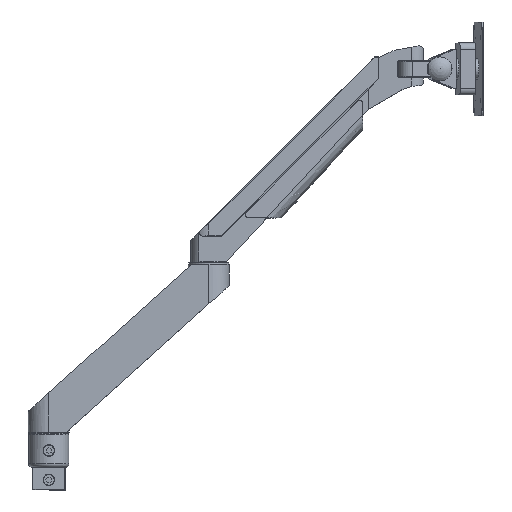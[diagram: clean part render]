
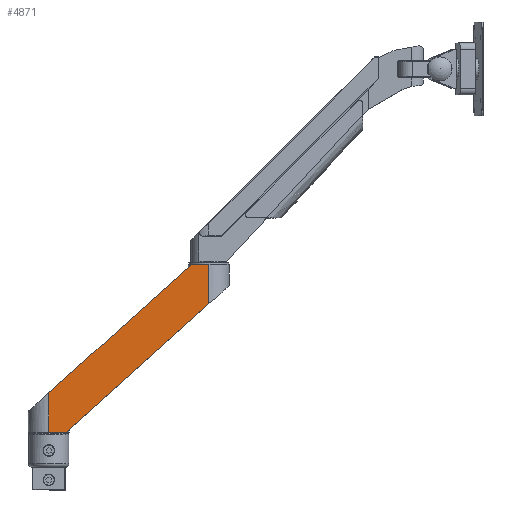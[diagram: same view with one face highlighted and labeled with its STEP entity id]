
A CAD part, top view. The second image highlights one B-rep face of the part: STEP entity #4871.
In plain terms, the highlighted face is planar.
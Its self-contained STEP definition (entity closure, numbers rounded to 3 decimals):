
#643=FACE_OUTER_BOUND('',#929,.T.);
#929=EDGE_LOOP('',(#3504,#3505,#3506,#3507,#3508,#3509));
#1245=LINE('',#7822,#1621);
#1246=LINE('',#7826,#1622);
#1247=LINE('',#7828,#1623);
#1248=LINE('',#7829,#1624);
#1249=LINE('',#7831,#1625);
#1250=LINE('',#7832,#1626);
#1621=VECTOR('',#6279,1000.);
#1622=VECTOR('',#6282,1000.);
#1623=VECTOR('',#6283,1000.);
#1624=VECTOR('',#6284,1000.);
#1625=VECTOR('',#6285,1000.);
#1626=VECTOR('',#6286,1000.);
#2046=VERTEX_POINT('',#7814);
#2049=VERTEX_POINT('',#7820);
#2050=VERTEX_POINT('',#7824);
#2051=VERTEX_POINT('',#7825);
#2052=VERTEX_POINT('',#7827);
#2053=VERTEX_POINT('',#7830);
#2585=EDGE_CURVE('',#2046,#2049,#1245,.T.);
#2586=EDGE_CURVE('',#2050,#2051,#1246,.T.);
#2587=EDGE_CURVE('',#2052,#2051,#1247,.T.);
#2588=EDGE_CURVE('',#2046,#2052,#1248,.T.);
#2589=EDGE_CURVE('',#2053,#2049,#1249,.T.);
#2590=EDGE_CURVE('',#2050,#2053,#1250,.T.);
#3504=ORIENTED_EDGE('',*,*,#2586,.T.);
#3505=ORIENTED_EDGE('',*,*,#2587,.F.);
#3506=ORIENTED_EDGE('',*,*,#2588,.F.);
#3507=ORIENTED_EDGE('',*,*,#2585,.T.);
#3508=ORIENTED_EDGE('',*,*,#2589,.F.);
#3509=ORIENTED_EDGE('',*,*,#2590,.F.);
#4450=PLANE('',#5390);
#4871=ADVANCED_FACE('',(#643),#4450,.F.);
#5390=AXIS2_PLACEMENT_3D('',#7823,#6280,#6281);
#6279=DIRECTION('',(0.,-1.,0.));
#6280=DIRECTION('center_axis',(0.,0.,1.));
#6281=DIRECTION('ref_axis',(1.,0.,0.));
#6282=DIRECTION('',(0.,1.,0.));
#6283=DIRECTION('',(-1.,0.,0.));
#6284=DIRECTION('',(-0.743,0.669,0.));
#6285=DIRECTION('',(1.,0.,0.));
#6286=DIRECTION('',(0.743,-0.669,0.));
#7814=CARTESIAN_POINT('',(0.,46.9,-24.5));
#7820=CARTESIAN_POINT('',(0.,0.,-24.5));
#7822=CARTESIAN_POINT('',(0.,103.,-24.5));
#7823=CARTESIAN_POINT('Origin',(0.,0.,-24.5));
#7824=CARTESIAN_POINT('',(-191.097,153.156,-24.5));
#7825=CARTESIAN_POINT('',(-191.097,200.056,-24.5));
#7826=CARTESIAN_POINT('',(-191.097,151.54,-24.5));
#7827=CARTESIAN_POINT('',(-170.097,200.056,-24.5));
#7828=CARTESIAN_POINT('',(-170.097,200.056,-24.5));
#7829=CARTESIAN_POINT('',(24.5,24.84,-24.5));
#7830=CARTESIAN_POINT('',(-21.,0.,-24.5));
#7831=CARTESIAN_POINT('',(-21.,0.,-24.5));
#7832=CARTESIAN_POINT('',(-215.597,175.216,-24.5));
